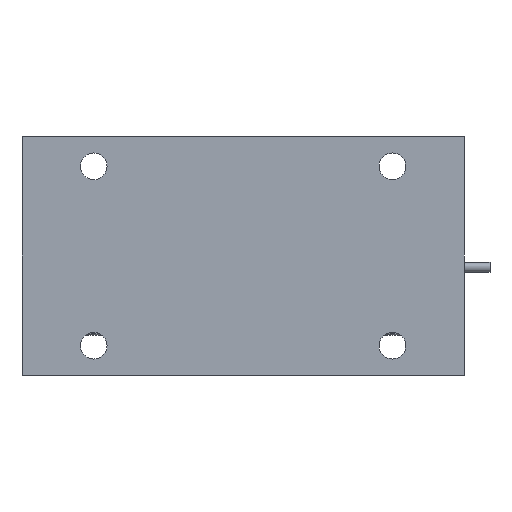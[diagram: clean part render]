
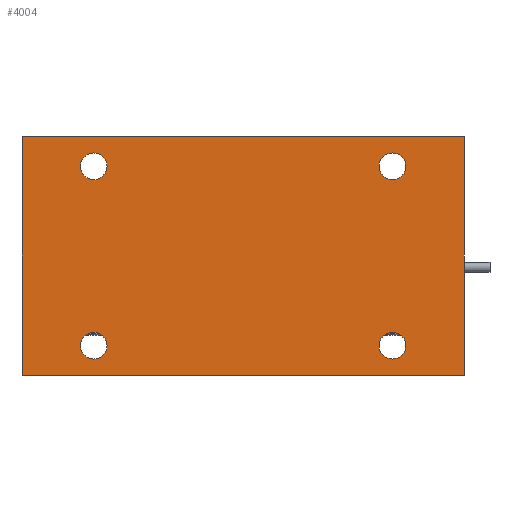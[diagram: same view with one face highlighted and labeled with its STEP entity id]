
A CAD part, front view. The second image highlights one B-rep face of the part: STEP entity #4004.
In plain terms, the highlighted planar face has unit normal (0, -1, 0).
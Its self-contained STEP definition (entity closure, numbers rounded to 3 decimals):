
#178 = CARTESIAN_POINT ( 'NONE',  ( -72.3, 0., -47.65 ) ) ;
#203 = VERTEX_POINT ( 'NONE', #9379 ) ;
#220 = CARTESIAN_POINT ( 'NONE',  ( -79.4, 0., -47.65 ) ) ;
#473 = CARTESIAN_POINT ( 'NONE',  ( -72.3, 0., 47.65 ) ) ;
#559 = DIRECTION ( 'NONE',  ( 1., 0., 0. ) ) ;
#582 = FACE_BOUND ( 'NONE', #4809, .T. ) ;
#614 = ORIENTED_EDGE ( 'NONE', *, *, #1745, .F. ) ;
#767 = CIRCLE ( 'NONE', #1591, 7.1 ) ;
#832 = CARTESIAN_POINT ( 'NONE',  ( -79.4, 0., 47.65 ) ) ;
#924 = CARTESIAN_POINT ( 'NONE',  ( 79.4, 0., 47.65 ) ) ;
#975 = DIRECTION ( 'NONE',  ( -1., 0., 0. ) ) ;
#1065 = VERTEX_POINT ( 'NONE', #8963 ) ;
#1219 = EDGE_LOOP ( 'NONE', ( #5625, #614, #7723, #1287 ) ) ;
#1228 = CARTESIAN_POINT ( 'NONE',  ( 72.3, 0., -47.65 ) ) ;
#1287 = ORIENTED_EDGE ( 'NONE', *, *, #7214, .T. ) ;
#1323 = VERTEX_POINT ( 'NONE', #8037 ) ;
#1432 = LINE ( 'NONE', #8431, #6366 ) ;
#1550 = AXIS2_PLACEMENT_3D ( 'NONE', #7873, #6334, #2519 ) ;
#1591 = AXIS2_PLACEMENT_3D ( 'NONE', #7978, #4068, #8081 ) ;
#1691 = LINE ( 'NONE', #9465, #5854 ) ;
#1745 = EDGE_CURVE ( 'NONE', #8967, #7507, #6028, .T. ) ;
#1790 = CARTESIAN_POINT ( 'NONE',  ( 117.5, 0., 63.5 ) ) ;
#1849 = DIRECTION ( 'NONE',  ( -1., 0., 0. ) ) ;
#1901 = EDGE_CURVE ( 'NONE', #203, #10004, #9909, .T. ) ;
#2117 = DIRECTION ( 'NONE',  ( -1., 0., 0. ) ) ;
#2154 = CARTESIAN_POINT ( 'NONE',  ( -117.5, 0., -63.5 ) ) ;
#2230 = ORIENTED_EDGE ( 'NONE', *, *, #6890, .T. ) ;
#2269 = CARTESIAN_POINT ( 'NONE',  ( 86.5, 0., 47.65 ) ) ;
#2371 = AXIS2_PLACEMENT_3D ( 'NONE', #9041, #3342, #1849 ) ;
#2519 = DIRECTION ( 'NONE',  ( -1., 0., 0. ) ) ;
#2523 = DIRECTION ( 'NONE',  ( -1., 0., 0. ) ) ;
#2794 = DIRECTION ( 'NONE',  ( 0., 1., 0. ) ) ;
#3082 = AXIS2_PLACEMENT_3D ( 'NONE', #924, #7196, #975 ) ;
#3147 = DIRECTION ( 'NONE',  ( 0., 1., 0. ) ) ;
#3342 = DIRECTION ( 'NONE',  ( 0., 1., 0. ) ) ;
#3506 = ORIENTED_EDGE ( 'NONE', *, *, #7707, .T. ) ;
#3548 = CIRCLE ( 'NONE', #9809, 7.1 ) ;
#3761 = FACE_OUTER_BOUND ( 'NONE', #1219, .T. ) ;
#3812 = LINE ( 'NONE', #6956, #5210 ) ;
#3874 = ORIENTED_EDGE ( 'NONE', *, *, #8552, .T. ) ;
#3896 = CARTESIAN_POINT ( 'NONE',  ( 117.5, 0., 63.5 ) ) ;
#4004 = ADVANCED_FACE ( 'NONE', ( #5978, #582, #5307, #6082, #3761 ), #6901, .F. ) ;
#4068 = DIRECTION ( 'NONE',  ( 0., 1., 0. ) ) ;
#4090 = AXIS2_PLACEMENT_3D ( 'NONE', #220, #7886, #4800 ) ;
#4175 = CIRCLE ( 'NONE', #2371, 7.1 ) ;
#4466 = ORIENTED_EDGE ( 'NONE', *, *, #7648, .T. ) ;
#4707 = AXIS2_PLACEMENT_3D ( 'NONE', #4895, #9532, #7206 ) ;
#4800 = DIRECTION ( 'NONE',  ( -1., 0., 0. ) ) ;
#4809 = EDGE_LOOP ( 'NONE', ( #8047, #3874 ) ) ;
#4895 = CARTESIAN_POINT ( 'NONE',  ( 79.4, 0., -47.65 ) ) ;
#4918 = DIRECTION ( 'NONE',  ( 0., 1., 0. ) ) ;
#4958 = VERTEX_POINT ( 'NONE', #5874 ) ;
#5140 = VERTEX_POINT ( 'NONE', #2154 ) ;
#5210 = VECTOR ( 'NONE', #10103, 1000. ) ;
#5307 = FACE_BOUND ( 'NONE', #5901, .T. ) ;
#5625 = ORIENTED_EDGE ( 'NONE', *, *, #8009, .T. ) ;
#5733 = DIRECTION ( 'NONE',  ( -1., 0., 0. ) ) ;
#5854 = VECTOR ( 'NONE', #9361, 1000. ) ;
#5874 = CARTESIAN_POINT ( 'NONE',  ( -86.5, 0., 47.65 ) ) ;
#5901 = EDGE_LOOP ( 'NONE', ( #3506, #2230 ) ) ;
#5963 = AXIS2_PLACEMENT_3D ( 'NONE', #10046, #2794, #2117 ) ;
#5964 = EDGE_LOOP ( 'NONE', ( #6563, #7896 ) ) ;
#5978 = FACE_BOUND ( 'NONE', #7361, .T. ) ;
#6028 = LINE ( 'NONE', #1790, #9591 ) ;
#6082 = FACE_BOUND ( 'NONE', #5964, .T. ) ;
#6097 = VERTEX_POINT ( 'NONE', #473 ) ;
#6293 = VERTEX_POINT ( 'NONE', #7101 ) ;
#6302 = ORIENTED_EDGE ( 'NONE', *, *, #6530, .T. ) ;
#6334 = DIRECTION ( 'NONE',  ( 0., 1., 0. ) ) ;
#6366 = VECTOR ( 'NONE', #559, 1000. ) ;
#6439 = EDGE_CURVE ( 'NONE', #10004, #203, #9096, .T. ) ;
#6530 = EDGE_CURVE ( 'NONE', #4958, #6097, #4175, .T. ) ;
#6563 = ORIENTED_EDGE ( 'NONE', *, *, #1901, .T. ) ;
#6889 = CARTESIAN_POINT ( 'NONE',  ( 117.5, 0., -63.5 ) ) ;
#6890 = EDGE_CURVE ( 'NONE', #1065, #8673, #3548, .T. ) ;
#6901 = PLANE ( 'NONE',  #5963 ) ;
#6956 = CARTESIAN_POINT ( 'NONE',  ( -117.5, 0., 63.5 ) ) ;
#7101 = CARTESIAN_POINT ( 'NONE',  ( 72.3, 0., 47.65 ) ) ;
#7193 = CIRCLE ( 'NONE', #3082, 7.1 ) ;
#7196 = DIRECTION ( 'NONE',  ( 0., 1., 0. ) ) ;
#7206 = DIRECTION ( 'NONE',  ( -1., 0., 0. ) ) ;
#7214 = EDGE_CURVE ( 'NONE', #1323, #5140, #3812, .T. ) ;
#7361 = EDGE_LOOP ( 'NONE', ( #6302, #4466 ) ) ;
#7507 = VERTEX_POINT ( 'NONE', #6889 ) ;
#7648 = EDGE_CURVE ( 'NONE', #6097, #4958, #9133, .T. ) ;
#7707 = EDGE_CURVE ( 'NONE', #8673, #1065, #9962, .T. ) ;
#7723 = ORIENTED_EDGE ( 'NONE', *, *, #8889, .F. ) ;
#7873 = CARTESIAN_POINT ( 'NONE',  ( -79.4, 0., -47.65 ) ) ;
#7886 = DIRECTION ( 'NONE',  ( 0., 1., 0. ) ) ;
#7896 = ORIENTED_EDGE ( 'NONE', *, *, #6439, .T. ) ;
#7978 = CARTESIAN_POINT ( 'NONE',  ( 79.4, 0., 47.65 ) ) ;
#8009 = EDGE_CURVE ( 'NONE', #5140, #7507, #1691, .T. ) ;
#8037 = CARTESIAN_POINT ( 'NONE',  ( -117.5, 0., 63.5 ) ) ;
#8047 = ORIENTED_EDGE ( 'NONE', *, *, #9062, .T. ) ;
#8081 = DIRECTION ( 'NONE',  ( -1., 0., 0. ) ) ;
#8431 = CARTESIAN_POINT ( 'NONE',  ( 0., 0., 63.5 ) ) ;
#8488 = VERTEX_POINT ( 'NONE', #2269 ) ;
#8552 = EDGE_CURVE ( 'NONE', #8488, #6293, #767, .T. ) ;
#8673 = VERTEX_POINT ( 'NONE', #1228 ) ;
#8724 = CARTESIAN_POINT ( 'NONE',  ( 79.4, 0., -47.65 ) ) ;
#8818 = AXIS2_PLACEMENT_3D ( 'NONE', #832, #3147, #2523 ) ;
#8887 = DIRECTION ( 'NONE',  ( 0., 0., -1. ) ) ;
#8889 = EDGE_CURVE ( 'NONE', #1323, #8967, #1432, .T. ) ;
#8963 = CARTESIAN_POINT ( 'NONE',  ( 86.5, 0., -47.65 ) ) ;
#8967 = VERTEX_POINT ( 'NONE', #3896 ) ;
#9041 = CARTESIAN_POINT ( 'NONE',  ( -79.4, 0., 47.65 ) ) ;
#9062 = EDGE_CURVE ( 'NONE', #6293, #8488, #7193, .T. ) ;
#9096 = CIRCLE ( 'NONE', #1550, 7.1 ) ;
#9133 = CIRCLE ( 'NONE', #8818, 7.1 ) ;
#9361 = DIRECTION ( 'NONE',  ( 1., 0., 0. ) ) ;
#9379 = CARTESIAN_POINT ( 'NONE',  ( -86.5, 0., -47.65 ) ) ;
#9465 = CARTESIAN_POINT ( 'NONE',  ( 0., 0., -63.5 ) ) ;
#9532 = DIRECTION ( 'NONE',  ( 0., 1., 0. ) ) ;
#9591 = VECTOR ( 'NONE', #8887, 1000. ) ;
#9809 = AXIS2_PLACEMENT_3D ( 'NONE', #8724, #4918, #5733 ) ;
#9909 = CIRCLE ( 'NONE', #4090, 7.1 ) ;
#9962 = CIRCLE ( 'NONE', #4707, 7.1 ) ;
#10004 = VERTEX_POINT ( 'NONE', #178 ) ;
#10046 = CARTESIAN_POINT ( 'NONE',  ( 0., 0., 63.5 ) ) ;
#10103 = DIRECTION ( 'NONE',  ( 0., 0., -1. ) ) ;
